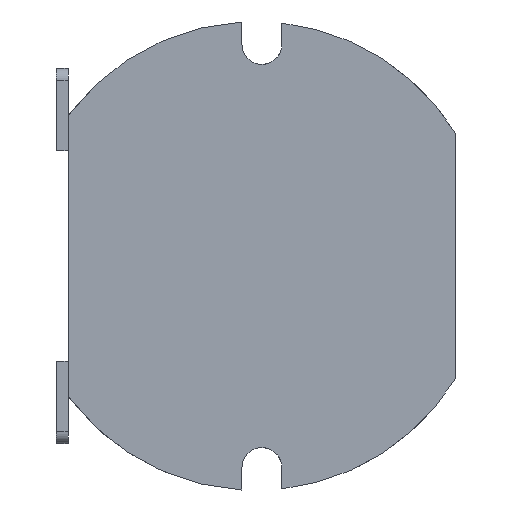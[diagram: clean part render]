
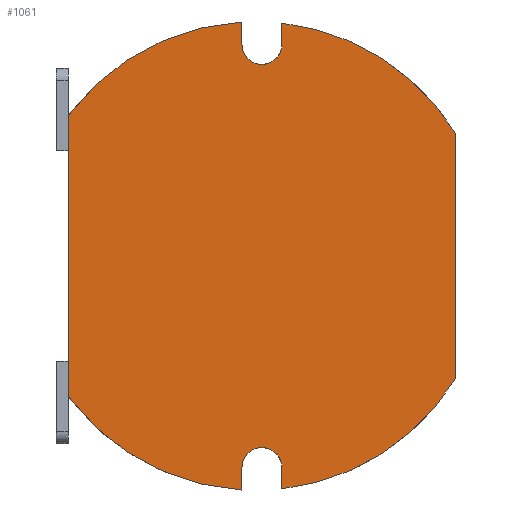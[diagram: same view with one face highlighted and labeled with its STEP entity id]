
A CAD part, left-side view. The second image highlights one B-rep face of the part: STEP entity #1061.
In plain terms, the highlighted planar face has unit normal (-1, 0, 0).
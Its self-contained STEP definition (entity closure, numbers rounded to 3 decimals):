
#178=LINE('',#1645,#256);
#207=LINE('',#1771,#285);
#221=LINE('',#1843,#299);
#224=LINE('',#1851,#302);
#226=LINE('',#1869,#304);
#227=LINE('',#1873,#305);
#256=VECTOR('',#1255,1000.);
#285=VECTOR('',#1342,1000.);
#299=VECTOR('',#1402,1000.);
#302=VECTOR('',#1411,1000.);
#304=VECTOR('',#1423,1000.);
#305=VECTOR('',#1426,1000.);
#567=ORIENTED_EDGE('',*,*,#723,.T.);
#568=ORIENTED_EDGE('',*,*,#724,.T.);
#569=ORIENTED_EDGE('',*,*,#725,.T.);
#570=ORIENTED_EDGE('',*,*,#722,.F.);
#571=ORIENTED_EDGE('',*,*,#686,.F.);
#572=ORIENTED_EDGE('',*,*,#595,.F.);
#573=ORIENTED_EDGE('',*,*,#713,.T.);
#574=ORIENTED_EDGE('',*,*,#715,.T.);
#575=ORIENTED_EDGE('',*,*,#717,.T.);
#576=ORIENTED_EDGE('',*,*,#712,.F.);
#577=ORIENTED_EDGE('',*,*,#641,.F.);
#578=ORIENTED_EDGE('',*,*,#685,.F.);
#595=EDGE_CURVE('',#730,#731,#817,.T.);
#641=EDGE_CURVE('',#764,#765,#178,.T.);
#685=EDGE_CURVE('',#793,#764,#839,.T.);
#686=EDGE_CURVE('',#731,#794,#207,.T.);
#712=EDGE_CURVE('',#765,#808,#848,.T.);
#713=EDGE_CURVE('',#730,#809,#221,.T.);
#715=EDGE_CURVE('',#809,#810,#849,.T.);
#717=EDGE_CURVE('',#810,#808,#224,.T.);
#722=EDGE_CURVE('',#794,#813,#851,.T.);
#723=EDGE_CURVE('',#793,#814,#226,.T.);
#724=EDGE_CURVE('',#814,#815,#852,.T.);
#725=EDGE_CURVE('',#815,#813,#227,.T.);
#730=VERTEX_POINT('',#1442);
#731=VERTEX_POINT('',#1444);
#764=VERTEX_POINT('',#1646);
#765=VERTEX_POINT('',#1647);
#793=VERTEX_POINT('',#1768);
#794=VERTEX_POINT('',#1772);
#808=VERTEX_POINT('',#1840);
#809=VERTEX_POINT('',#1844);
#810=VERTEX_POINT('',#1848);
#813=VERTEX_POINT('',#1866);
#814=VERTEX_POINT('',#1870);
#815=VERTEX_POINT('',#1872);
#817=CIRCLE('',#1073,10.);
#839=CIRCLE('',#1128,10.);
#848=CIRCLE('',#1151,10.);
#849=CIRCLE('',#1154,0.85);
#851=CIRCLE('',#1159,10.);
#852=CIRCLE('',#1161,0.85);
#912=EDGE_LOOP('',(#567,#568,#569,#570,#571,#572,#573,#574,#575,#576,#577,
#578));
#975=FACE_BOUND('',#912,.T.);
#1008=PLANE('',#1160);
#1061=ADVANCED_FACE('',(#975),#1008,.F.);
#1073=AXIS2_PLACEMENT_3D('',#1443,#1174,#1175);
#1128=AXIS2_PLACEMENT_3D('',#1769,#1338,#1339);
#1151=AXIS2_PLACEMENT_3D('',#1841,#1398,#1399);
#1154=AXIS2_PLACEMENT_3D('',#1847,#1406,#1407);
#1159=AXIS2_PLACEMENT_3D('',#1867,#1419,#1420);
#1160=AXIS2_PLACEMENT_3D('',#1868,#1421,#1422);
#1161=AXIS2_PLACEMENT_3D('',#1871,#1424,#1425);
#1174=DIRECTION('',(1.,0.,0.));
#1175=DIRECTION('',(0.,1.,0.));
#1255=DIRECTION('',(0.,0.,1.));
#1338=DIRECTION('',(1.,0.,0.));
#1339=DIRECTION('',(0.,-0.852,-0.523));
#1342=DIRECTION('',(0.,0.,-1.));
#1398=DIRECTION('',(1.,0.,0.));
#1399=DIRECTION('',(0.,1.,0.));
#1402=DIRECTION('',(0.,0.,-1.));
#1406=DIRECTION('',(1.,0.,0.));
#1407=DIRECTION('',(0.,1.,0.));
#1411=DIRECTION('',(0.,0.,1.));
#1419=DIRECTION('',(1.,0.,0.));
#1420=DIRECTION('',(0.,-0.852,-0.523));
#1421=DIRECTION('',(1.,0.,0.));
#1422=DIRECTION('',(0.,0.,1.));
#1423=DIRECTION('',(0.,0.,1.));
#1424=DIRECTION('',(1.,0.,0.));
#1425=DIRECTION('',(0.,1.,0.));
#1426=DIRECTION('',(0.,0.,-1.));
#1442=CARTESIAN_POINT('',(26.505,10.731,21.139));
#1443=CARTESIAN_POINT('',(26.505,11.842,11.201));
#1444=CARTESIAN_POINT('',(26.505,3.319,16.433));
#1645=CARTESIAN_POINT('',(26.505,19.842,8.201));
#1646=CARTESIAN_POINT('',(26.505,19.842,5.201));
#1647=CARTESIAN_POINT('',(26.505,19.842,17.201));
#1768=CARTESIAN_POINT('',(26.505,12.431,1.219));
#1769=CARTESIAN_POINT('',(26.505,11.842,11.201));
#1771=CARTESIAN_POINT('',(26.505,3.319,13.817));
#1772=CARTESIAN_POINT('',(26.505,3.319,5.97));
#1840=CARTESIAN_POINT('',(26.505,12.431,21.184));
#1841=CARTESIAN_POINT('',(26.505,11.842,11.201));
#1843=CARTESIAN_POINT('',(26.505,10.731,11.201));
#1844=CARTESIAN_POINT('',(26.505,10.731,20.222));
#1847=CARTESIAN_POINT('',(26.505,11.581,20.222));
#1848=CARTESIAN_POINT('',(26.505,12.431,20.222));
#1851=CARTESIAN_POINT('',(26.505,12.431,11.201));
#1866=CARTESIAN_POINT('',(26.505,10.731,1.263));
#1867=CARTESIAN_POINT('',(26.505,11.842,11.201));
#1868=CARTESIAN_POINT('',(26.505,11.581,11.201));
#1869=CARTESIAN_POINT('',(26.505,12.431,6.21));
#1870=CARTESIAN_POINT('',(26.505,12.431,2.181));
#1871=CARTESIAN_POINT('',(26.505,11.581,2.181));
#1872=CARTESIAN_POINT('',(26.505,10.731,2.181));
#1873=CARTESIAN_POINT('',(26.505,10.731,6.691));
